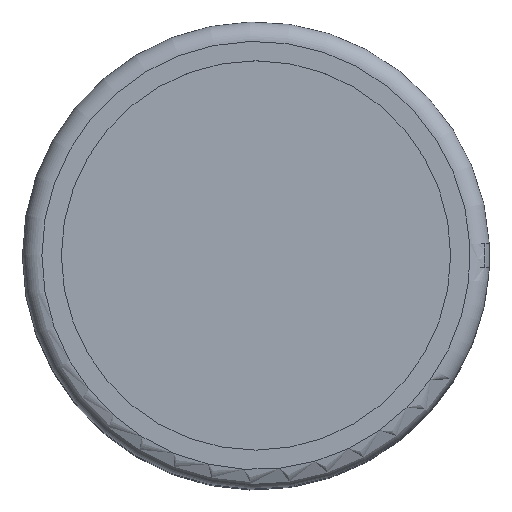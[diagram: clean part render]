
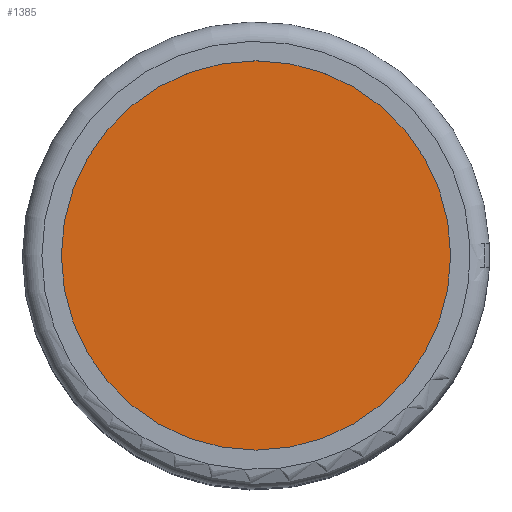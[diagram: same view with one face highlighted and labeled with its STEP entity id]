
A CAD part, top view. The second image highlights one B-rep face of the part: STEP entity #1385.
In plain terms, the highlighted planar face has unit normal (0, 0, 1).
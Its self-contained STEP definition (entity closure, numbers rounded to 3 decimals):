
#75=CIRCLE('',#1522,15.);
#202=FACE_OUTER_BOUND('',#300,.T.);
#300=EDGE_LOOP('',(#1123));
#647=VERTEX_POINT('',#2288);
#814=EDGE_CURVE('',#647,#647,#75,.T.);
#1123=ORIENTED_EDGE('',*,*,#814,.T.);
#1312=PLANE('',#1524);
#1385=ADVANCED_FACE('',(#202),#1312,.T.);
#1522=AXIS2_PLACEMENT_3D('',#2289,#1855,#1856);
#1524=AXIS2_PLACEMENT_3D('',#2291,#1859,#1860);
#1855=DIRECTION('center_axis',(0.,0.,1.));
#1856=DIRECTION('ref_axis',(-1.,0.,0.));
#1859=DIRECTION('center_axis',(0.,0.,1.));
#1860=DIRECTION('ref_axis',(-1.,0.,0.));
#2288=CARTESIAN_POINT('',(-15.,0.,46.5));
#2289=CARTESIAN_POINT('Origin',(0.,0.,46.5));
#2291=CARTESIAN_POINT('Origin',(0.,0.,46.5));
